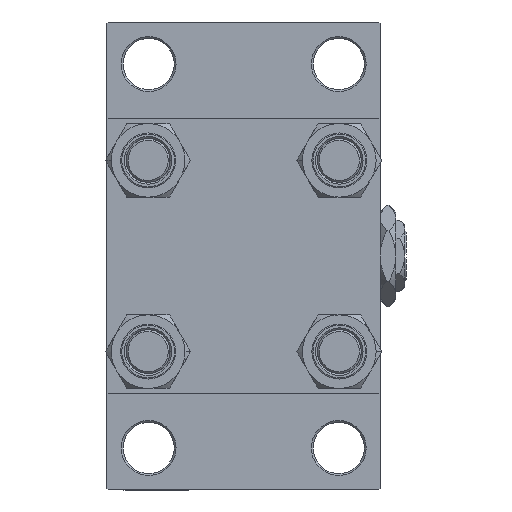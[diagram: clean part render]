
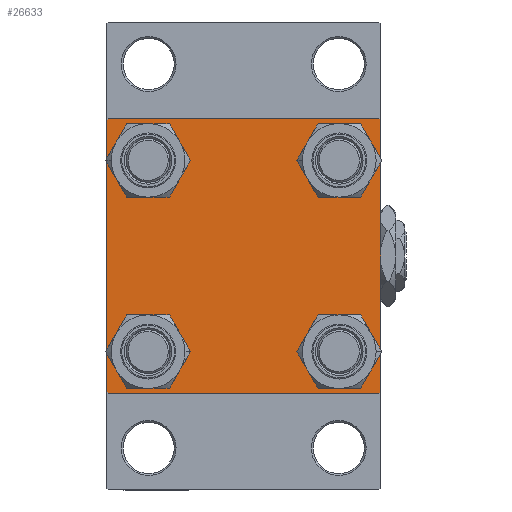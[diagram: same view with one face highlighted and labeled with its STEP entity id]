
A CAD part, left-side view. The second image highlights one B-rep face of the part: STEP entity #26633.
In plain terms, the highlighted planar face has unit normal (-1, 0, 0).
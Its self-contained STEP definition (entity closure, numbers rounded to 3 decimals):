
#894 = CARTESIAN_POINT ( 'NONE',  ( 0., -26.15, 32.65 ) ) ;
#1059 = EDGE_LOOP ( 'NONE', ( #23256, #48279 ) ) ;
#1093 = CARTESIAN_POINT ( 'NONE',  ( 0., -26.15, 19.65 ) ) ;
#2142 = CARTESIAN_POINT ( 'NONE',  ( 0., 0., 0. ) ) ;
#2390 = CIRCLE ( 'NONE', #18282, 6.5 ) ;
#2573 = CIRCLE ( 'NONE', #30224, 6.5 ) ;
#3001 = VERTEX_POINT ( 'NONE', #1093 ) ;
#3445 = CARTESIAN_POINT ( 'NONE',  ( 0., 26.15, 32.65 ) ) ;
#3512 = CIRCLE ( 'NONE', #47784, 6.5 ) ;
#3738 = DIRECTION ( 'NONE',  ( 0., -0.707, 0.707 ) ) ;
#4823 = VECTOR ( 'NONE', #3738, 1000. ) ;
#5139 = DIRECTION ( 'NONE',  ( 0., 0., 1. ) ) ;
#5763 = CARTESIAN_POINT ( 'NONE',  ( 0., -37.5, 37.5 ) ) ;
#6150 = CARTESIAN_POINT ( 'NONE',  ( 0., 37.5, 37. ) ) ;
#6314 = ORIENTED_EDGE ( 'NONE', *, *, #14762, .T. ) ;
#6328 = AXIS2_PLACEMENT_3D ( 'NONE', #48777, #40847, #22513 ) ;
#6568 = EDGE_CURVE ( 'NONE', #45193, #47115, #6724, .T. ) ;
#6724 = LINE ( 'NONE', #5763, #25203 ) ;
#7131 = EDGE_LOOP ( 'NONE', ( #25922, #31947 ) ) ;
#7260 = AXIS2_PLACEMENT_3D ( 'NONE', #9433, #35921, #16379 ) ;
#7493 = CARTESIAN_POINT ( 'NONE',  ( 0., 37.5, 37.5 ) ) ;
#7986 = VERTEX_POINT ( 'NONE', #42025 ) ;
#8036 = ORIENTED_EDGE ( 'NONE', *, *, #11481, .T. ) ;
#8090 = LINE ( 'NONE', #11794, #11664 ) ;
#8099 = CARTESIAN_POINT ( 'NONE',  ( 0., 26.15, -26.15 ) ) ;
#8355 = VERTEX_POINT ( 'NONE', #16697 ) ;
#8577 = FACE_BOUND ( 'NONE', #7131, .T. ) ;
#8586 = DIRECTION ( 'NONE',  ( 1., 0., 0. ) ) ;
#8731 = VECTOR ( 'NONE', #18627, 1000. ) ;
#8768 = CIRCLE ( 'NONE', #42783, 6.5 ) ;
#8837 = DIRECTION ( 'NONE',  ( 0., 0., 1. ) ) ;
#9433 = CARTESIAN_POINT ( 'NONE',  ( 0., -26.15, -26.15 ) ) ;
#9467 = EDGE_CURVE ( 'NONE', #7986, #39004, #41428, .T. ) ;
#10193 = EDGE_LOOP ( 'NONE', ( #28822, #31397, #43010, #8036, #15446, #6314, #29583, #24179 ) ) ;
#10405 = DIRECTION ( 'NONE',  ( 0., -0.707, -0.707 ) ) ;
#11423 = LINE ( 'NONE', #26521, #8731 ) ;
#11481 = EDGE_CURVE ( 'NONE', #39972, #47115, #16094, .T. ) ;
#11664 = VECTOR ( 'NONE', #18576, 1000. ) ;
#11736 = EDGE_CURVE ( 'NONE', #28276, #28704, #8768, .T. ) ;
#11794 = CARTESIAN_POINT ( 'NONE',  ( 0., 37.25, 37.25 ) ) ;
#12883 = EDGE_CURVE ( 'NONE', #16334, #3001, #2390, .T. ) ;
#12934 = EDGE_CURVE ( 'NONE', #3001, #16334, #36380, .T. ) ;
#13098 = CARTESIAN_POINT ( 'NONE',  ( 0., -37., 37.5 ) ) ;
#13421 = EDGE_CURVE ( 'NONE', #8355, #30988, #35602, .T. ) ;
#13499 = DIRECTION ( 'NONE',  ( -1., 0., 0. ) ) ;
#13914 = EDGE_CURVE ( 'NONE', #15213, #24977, #11423, .T. ) ;
#13982 = PLANE ( 'NONE',  #18019 ) ;
#14678 = LINE ( 'NONE', #40941, #44876 ) ;
#14762 = EDGE_CURVE ( 'NONE', #45193, #39004, #42377, .T. ) ;
#14829 = EDGE_CURVE ( 'NONE', #30988, #8355, #15172, .T. ) ;
#15057 = DIRECTION ( 'NONE',  ( 1., 0., 0. ) ) ;
#15172 = CIRCLE ( 'NONE', #7260, 6.5 ) ;
#15213 = VERTEX_POINT ( 'NONE', #6150 ) ;
#15446 = ORIENTED_EDGE ( 'NONE', *, *, #6568, .F. ) ;
#15795 = VECTOR ( 'NONE', #19145, 1000. ) ;
#15805 = CARTESIAN_POINT ( 'NONE',  ( 0., -37., -37.5 ) ) ;
#16094 = LINE ( 'NONE', #41603, #4823 ) ;
#16334 = VERTEX_POINT ( 'NONE', #894 ) ;
#16379 = DIRECTION ( 'NONE',  ( 0., 0., 1. ) ) ;
#16697 = CARTESIAN_POINT ( 'NONE',  ( 0., -26.15, -19.65 ) ) ;
#17801 = CARTESIAN_POINT ( 'NONE',  ( 0., 37.5, -37. ) ) ;
#18019 = AXIS2_PLACEMENT_3D ( 'NONE', #2142, #13499, #36036 ) ;
#18279 = EDGE_LOOP ( 'NONE', ( #21554, #37555 ) ) ;
#18282 = AXIS2_PLACEMENT_3D ( 'NONE', #28716, #39155, #40109 ) ;
#18576 = DIRECTION ( 'NONE',  ( 0., 0.707, -0.707 ) ) ;
#18627 = DIRECTION ( 'NONE',  ( 0., 0., -1. ) ) ;
#19145 = DIRECTION ( 'NONE',  ( 0., -1., 0. ) ) ;
#20061 = CARTESIAN_POINT ( 'NONE',  ( 0., 26.15, -19.65 ) ) ;
#20118 = CARTESIAN_POINT ( 'NONE',  ( 0., 26.15, 19.65 ) ) ;
#20696 = DIRECTION ( 'NONE',  ( 0., 0., 1. ) ) ;
#20856 = DIRECTION ( 'NONE',  ( 0., 0., -1. ) ) ;
#21554 = ORIENTED_EDGE ( 'NONE', *, *, #13421, .T. ) ;
#22513 = DIRECTION ( 'NONE',  ( 0., 0., 1. ) ) ;
#22720 = CARTESIAN_POINT ( 'NONE',  ( 0., 26.15, 26.15 ) ) ;
#22931 = DIRECTION ( 'NONE',  ( 0., 0., 1. ) ) ;
#23256 = ORIENTED_EDGE ( 'NONE', *, *, #41775, .T. ) ;
#23682 = FACE_OUTER_BOUND ( 'NONE', #10193, .T. ) ;
#24179 = ORIENTED_EDGE ( 'NONE', *, *, #26540, .T. ) ;
#24364 = CARTESIAN_POINT ( 'NONE',  ( 0., -37.5, 37. ) ) ;
#24923 = EDGE_LOOP ( 'NONE', ( #31030, #31287 ) ) ;
#24977 = VERTEX_POINT ( 'NONE', #17801 ) ;
#25203 = VECTOR ( 'NONE', #20856, 1000. ) ;
#25838 = EDGE_CURVE ( 'NONE', #31938, #39972, #14678, .T. ) ;
#25922 = ORIENTED_EDGE ( 'NONE', *, *, #42805, .T. ) ;
#26337 = VERTEX_POINT ( 'NONE', #34451 ) ;
#26521 = CARTESIAN_POINT ( 'NONE',  ( 0., 37.5, 37.5 ) ) ;
#26540 = EDGE_CURVE ( 'NONE', #7986, #15213, #8090, .T. ) ;
#26633 = ADVANCED_FACE ( 'NONE', ( #46230, #27387, #42501, #8577, #23682 ), #13982, .T. ) ;
#27387 = FACE_BOUND ( 'NONE', #18279, .T. ) ;
#27521 = CARTESIAN_POINT ( 'NONE',  ( 0., -37.25, 37.25 ) ) ;
#27996 = DIRECTION ( 'NONE',  ( 0., 0.707, 0.707 ) ) ;
#28276 = VERTEX_POINT ( 'NONE', #20118 ) ;
#28556 = VECTOR ( 'NONE', #10405, 1000. ) ;
#28704 = VERTEX_POINT ( 'NONE', #3445 ) ;
#28716 = CARTESIAN_POINT ( 'NONE',  ( 0., -26.15, 26.15 ) ) ;
#28822 = ORIENTED_EDGE ( 'NONE', *, *, #13914, .T. ) ;
#29226 = CARTESIAN_POINT ( 'NONE',  ( 0., 37.25, -37.25 ) ) ;
#29262 = AXIS2_PLACEMENT_3D ( 'NONE', #31599, #39515, #20696 ) ;
#29583 = ORIENTED_EDGE ( 'NONE', *, *, #9467, .F. ) ;
#29780 = DIRECTION ( 'NONE',  ( 0., -1., 0. ) ) ;
#30224 = AXIS2_PLACEMENT_3D ( 'NONE', #44506, #45242, #22931 ) ;
#30988 = VERTEX_POINT ( 'NONE', #38352 ) ;
#31030 = ORIENTED_EDGE ( 'NONE', *, *, #12883, .T. ) ;
#31287 = ORIENTED_EDGE ( 'NONE', *, *, #12934, .T. ) ;
#31397 = ORIENTED_EDGE ( 'NONE', *, *, #41344, .T. ) ;
#31599 = CARTESIAN_POINT ( 'NONE',  ( 0., -26.15, -26.15 ) ) ;
#31938 = VERTEX_POINT ( 'NONE', #48785 ) ;
#31947 = ORIENTED_EDGE ( 'NONE', *, *, #11736, .T. ) ;
#32560 = VECTOR ( 'NONE', #27996, 1000. ) ;
#32932 = LINE ( 'NONE', #29226, #28556 ) ;
#33171 = VERTEX_POINT ( 'NONE', #20061 ) ;
#33607 = CARTESIAN_POINT ( 'NONE',  ( 0., -37.5, -37. ) ) ;
#34451 = CARTESIAN_POINT ( 'NONE',  ( 0., 26.15, -32.65 ) ) ;
#35602 = CIRCLE ( 'NONE', #29262, 6.5 ) ;
#35921 = DIRECTION ( 'NONE',  ( 1., 0., 0. ) ) ;
#36036 = DIRECTION ( 'NONE',  ( 0., 0., 1. ) ) ;
#36380 = CIRCLE ( 'NONE', #6328, 6.5 ) ;
#36878 = CIRCLE ( 'NONE', #43976, 6.5 ) ;
#37555 = ORIENTED_EDGE ( 'NONE', *, *, #14829, .T. ) ;
#37839 = DIRECTION ( 'NONE',  ( 0., 0., 1. ) ) ;
#38352 = CARTESIAN_POINT ( 'NONE',  ( 0., -26.15, -32.65 ) ) ;
#39004 = VERTEX_POINT ( 'NONE', #13098 ) ;
#39064 = CARTESIAN_POINT ( 'NONE',  ( 0., 26.15, 26.15 ) ) ;
#39155 = DIRECTION ( 'NONE',  ( 1., 0., 0. ) ) ;
#39515 = DIRECTION ( 'NONE',  ( 1., 0., 0. ) ) ;
#39972 = VERTEX_POINT ( 'NONE', #15805 ) ;
#40109 = DIRECTION ( 'NONE',  ( 0., 0., 1. ) ) ;
#40207 = EDGE_CURVE ( 'NONE', #26337, #33171, #2573, .T. ) ;
#40847 = DIRECTION ( 'NONE',  ( 1., 0., 0. ) ) ;
#40941 = CARTESIAN_POINT ( 'NONE',  ( 0., 37.5, -37.5 ) ) ;
#41344 = EDGE_CURVE ( 'NONE', #24977, #31938, #32932, .T. ) ;
#41428 = LINE ( 'NONE', #7493, #15795 ) ;
#41603 = CARTESIAN_POINT ( 'NONE',  ( 0., -37.25, -37.25 ) ) ;
#41775 = EDGE_CURVE ( 'NONE', #33171, #26337, #3512, .T. ) ;
#42025 = CARTESIAN_POINT ( 'NONE',  ( 0., 37., 37.5 ) ) ;
#42377 = LINE ( 'NONE', #27521, #32560 ) ;
#42501 = FACE_BOUND ( 'NONE', #1059, .T. ) ;
#42783 = AXIS2_PLACEMENT_3D ( 'NONE', #22720, #15057, #37839 ) ;
#42805 = EDGE_CURVE ( 'NONE', #28704, #28276, #36878, .T. ) ;
#43010 = ORIENTED_EDGE ( 'NONE', *, *, #25838, .T. ) ;
#43976 = AXIS2_PLACEMENT_3D ( 'NONE', #39064, #46748, #5139 ) ;
#44506 = CARTESIAN_POINT ( 'NONE',  ( 0., 26.15, -26.15 ) ) ;
#44876 = VECTOR ( 'NONE', #29780, 1000. ) ;
#45193 = VERTEX_POINT ( 'NONE', #24364 ) ;
#45242 = DIRECTION ( 'NONE',  ( 1., 0., 0. ) ) ;
#46230 = FACE_BOUND ( 'NONE', #24923, .T. ) ;
#46748 = DIRECTION ( 'NONE',  ( 1., 0., 0. ) ) ;
#47115 = VERTEX_POINT ( 'NONE', #33607 ) ;
#47784 = AXIS2_PLACEMENT_3D ( 'NONE', #8099, #8586, #8837 ) ;
#48279 = ORIENTED_EDGE ( 'NONE', *, *, #40207, .T. ) ;
#48777 = CARTESIAN_POINT ( 'NONE',  ( 0., -26.15, 26.15 ) ) ;
#48785 = CARTESIAN_POINT ( 'NONE',  ( 0., 37., -37.5 ) ) ;
